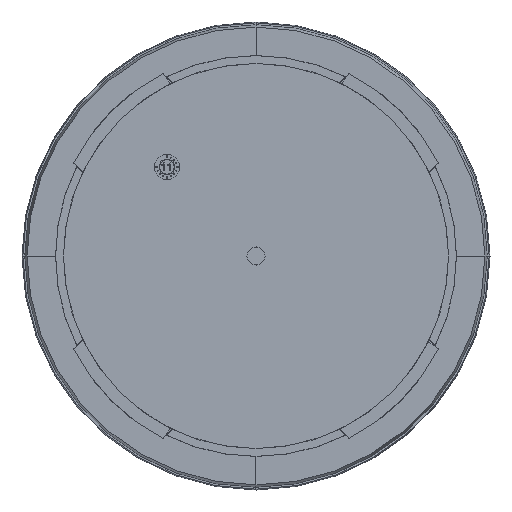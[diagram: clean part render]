
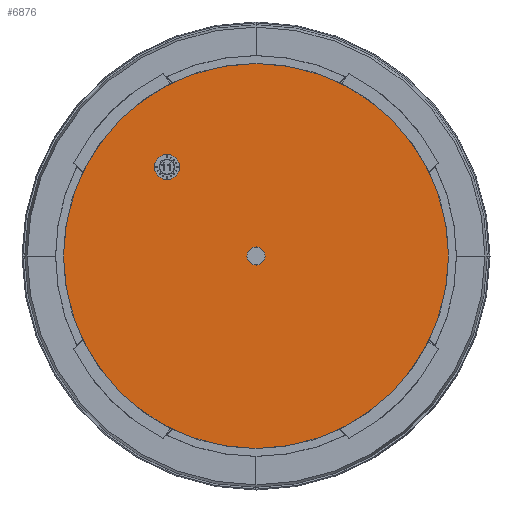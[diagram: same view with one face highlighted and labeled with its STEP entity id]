
A CAD part, front view. The second image highlights one B-rep face of the part: STEP entity #6876.
In plain terms, the highlighted planar face has unit normal (0, -1, 0).
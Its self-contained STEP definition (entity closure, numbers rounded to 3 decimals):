
#1998=CARTESIAN_POINT('',(0.,-6.,0.));
#1999=DIRECTION('',(0.,1.,0.));
#2000=DIRECTION('',(-1.,0.,0.));
#2001=AXIS2_PLACEMENT_3D('',#1998,#1999,#2000);
#2007=CARTESIAN_POINT('',(0.,-6.,0.));
#2008=DIRECTION('',(0.,-1.,0.));
#2009=DIRECTION('',(1.,0.,0.));
#2010=AXIS2_PLACEMENT_3D('',#2007,#2008,#2009);
#2012=CARTESIAN_POINT('',(0.,-6.,0.));
#2013=DIRECTION('',(0.,-1.,0.));
#2014=DIRECTION('',(-1.,0.,0.));
#2015=AXIS2_PLACEMENT_3D('',#2012,#2013,#2014);
#2017=CARTESIAN_POINT('',(-21.091,-6.,21.091));
#2018=DIRECTION('',(0.,1.,0.));
#2019=DIRECTION('',(0.,0.,1.));
#2020=AXIS2_PLACEMENT_3D('',#2017,#2018,#2019);
#2022=CARTESIAN_POINT('',(-21.091,-6.,21.091));
#2023=DIRECTION('',(0.,1.,0.));
#2024=DIRECTION('',(0.,0.,-1.));
#2025=AXIS2_PLACEMENT_3D('',#2022,#2023,#2024);
#2027=CARTESIAN_POINT('',(0.,-6.,0.));
#2028=DIRECTION('',(0.,1.,0.));
#2029=DIRECTION('',(1.,0.,0.));
#2030=AXIS2_PLACEMENT_3D('',#2027,#2028,#2029);
#4054=CARTESIAN_POINT('',(-21.091,-6.,24.074));
#4055=CARTESIAN_POINT('',(-21.091,-6.,18.108));
#4056=VERTEX_POINT('',#4054);
#4057=VERTEX_POINT('',#4055);
#4270=CARTESIAN_POINT('',(45.608,-6.,0.));
#4271=CARTESIAN_POINT('',(-45.608,-6.,0.));
#4272=VERTEX_POINT('',#4270);
#4273=VERTEX_POINT('',#4271);
#4284=CARTESIAN_POINT('',(-2.145,-6.,0.));
#4285=CARTESIAN_POINT('',(2.145,-6.,0.));
#4286=VERTEX_POINT('',#4284);
#4287=VERTEX_POINT('',#4285);
#6856=CARTESIAN_POINT('',(0.,-6.,-45.02));
#6857=DIRECTION('',(0.,-1.,0.));
#6858=DIRECTION('',(0.,0.,-1.));
#6859=AXIS2_PLACEMENT_3D('',#6856,#6857,#6858);
#6860=PLANE('',#6859);
#6861=ORIENTED_EDGE('',*,*,#4927,.F.);
#6862=ORIENTED_EDGE('',*,*,#4436,.F.);
#6863=EDGE_LOOP('',(#6861,#6862));
#6864=FACE_OUTER_BOUND('',#6863,.F.);
#6865=ORIENTED_EDGE('',*,*,#6846,.F.);
#6867=ORIENTED_EDGE('',*,*,#6866,.F.);
#6868=EDGE_LOOP('',(#6865,#6867));
#6869=FACE_BOUND('',#6868,.F.);
#6871=ORIENTED_EDGE('',*,*,#6870,.F.);
#6873=ORIENTED_EDGE('',*,*,#6872,.F.);
#6874=EDGE_LOOP('',(#6871,#6873));
#6875=FACE_BOUND('',#6874,.F.);
#6876=ADVANCED_FACE('',(#6864,#6869,#6875),#6860,.T.);
#2002=CIRCLE('',#2001,2.145);
#2011=CIRCLE('',#2010,45.608);
#2016=CIRCLE('',#2015,45.608);
#2021=CIRCLE('',#2020,2.983);
#2026=CIRCLE('',#2025,2.983);
#2031=CIRCLE('',#2030,2.145);
#4436=EDGE_CURVE('',#4273,#4272,#2016,.T.);
#4927=EDGE_CURVE('',#4272,#4273,#2011,.T.);
#6846=EDGE_CURVE('',#4286,#4287,#2002,.T.);
#6866=EDGE_CURVE('',#4287,#4286,#2031,.T.);
#6870=EDGE_CURVE('',#4056,#4057,#2021,.T.);
#6872=EDGE_CURVE('',#4057,#4056,#2026,.T.);
